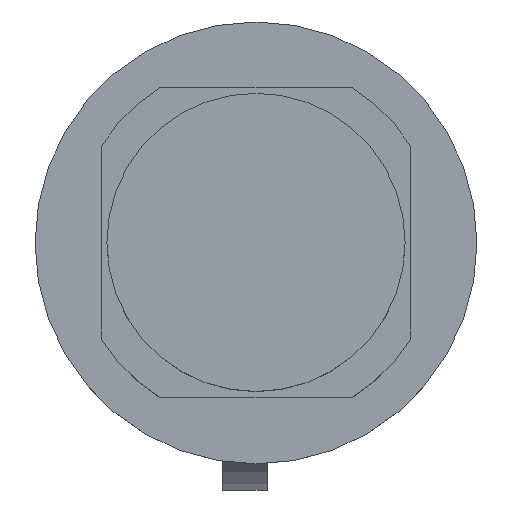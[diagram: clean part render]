
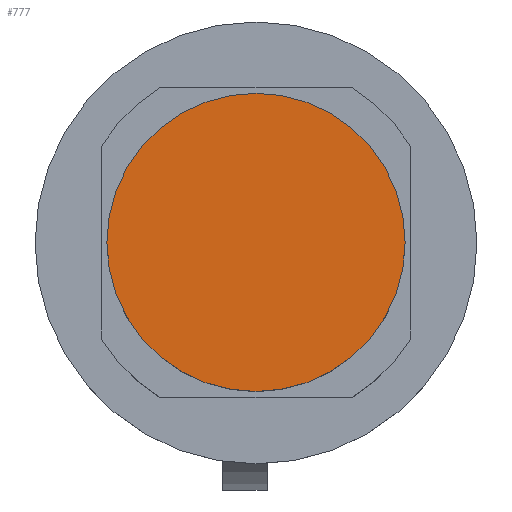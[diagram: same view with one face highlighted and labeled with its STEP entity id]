
A CAD part, top view. The second image highlights one B-rep face of the part: STEP entity #777.
In plain terms, the highlighted planar face has unit normal (0, 0, 1).
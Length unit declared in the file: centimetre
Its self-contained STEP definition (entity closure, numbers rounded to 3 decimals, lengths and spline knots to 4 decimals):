
#84=CARTESIAN_POINT('',(-0.675,0.,1.65));
#85=VERTEX_POINT('',#84);
#86=CARTESIAN_POINT('',(0.,0.0,1.65));
#87=DIRECTION('',(0.0,0.0,-1.0));
#88=DIRECTION('',(1.0,0.0,0.0));
#89=AXIS2_PLACEMENT_3D('',#86,#87,#88);
#90=CIRCLE('',#89,0.675);
#91=EDGE_CURVE('',#85,#85,#90,.T.);
#769=CARTESIAN_POINT('',(0.,0.0,1.65));
#770=DIRECTION('',(0.0,0.0,1.0));
#771=DIRECTION('',(1.0,0.0,0.0));
#772=AXIS2_PLACEMENT_3D('',#769,#770,#771);
#773=PLANE('',#772);
#774=ORIENTED_EDGE('',*,*,#91,.F.);
#775=EDGE_LOOP('',(#774));
#776=FACE_OUTER_BOUND('',#775,.T.);
#777=ADVANCED_FACE('',(#776),#773,.T.);
